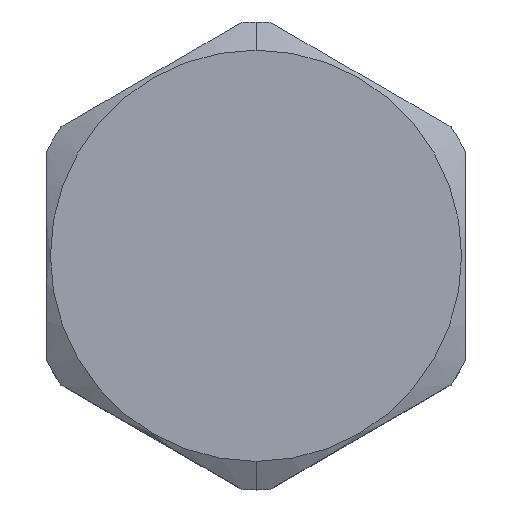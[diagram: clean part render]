
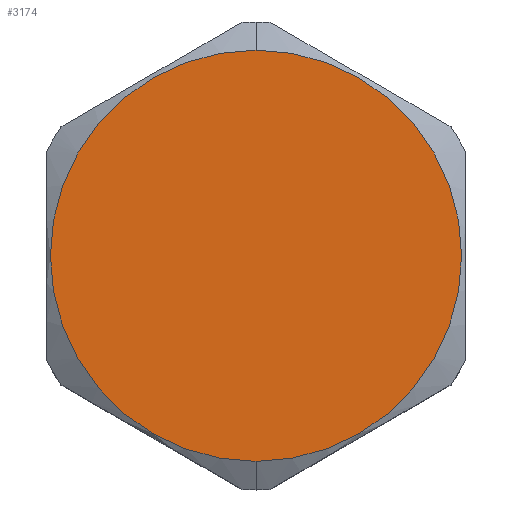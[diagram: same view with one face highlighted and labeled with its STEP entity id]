
A CAD part, top view. The second image highlights one B-rep face of the part: STEP entity #3174.
In plain terms, the highlighted planar face has unit normal (0, 0, 1).
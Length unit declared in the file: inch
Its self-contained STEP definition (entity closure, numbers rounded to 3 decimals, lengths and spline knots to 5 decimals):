
#1044=CARTESIAN_POINT('',(0.,0.,2.058));
#1045=DIRECTION('',(0.,0.,1.));
#1046=DIRECTION('',(0.,-1.,0.));
#1047=AXIS2_PLACEMENT_3D('',#1044,#1045,#1046);
#1049=CARTESIAN_POINT('',(0.,0.,2.058));
#1050=DIRECTION('',(0.,0.,1.));
#1051=DIRECTION('',(0.,1.,0.));
#1052=AXIS2_PLACEMENT_3D('',#1049,#1050,#1051);
#1529=CARTESIAN_POINT('',(0.,-0.43,2.058));
#1530=CARTESIAN_POINT('',(0.,0.43,2.058));
#1531=VERTEX_POINT('',#1529);
#1532=VERTEX_POINT('',#1530);
#3165=CARTESIAN_POINT('',(0.,0.,2.058));
#3166=DIRECTION('',(0.,0.,1.));
#3167=DIRECTION('',(0.,1.,0.));
#3168=AXIS2_PLACEMENT_3D('',#3165,#3166,#3167);
#3169=PLANE('',#3168);
#3170=ORIENTED_EDGE('',*,*,#3128,.F.);
#3171=ORIENTED_EDGE('',*,*,#3154,.F.);
#3172=EDGE_LOOP('',(#3170,#3171));
#3173=FACE_OUTER_BOUND('',#3172,.F.);
#3174=ADVANCED_FACE('',(#3173),#3169,.T.);
#1048=CIRCLE('',#1047,0.43);
#1053=CIRCLE('',#1052,0.43);
#3128=EDGE_CURVE('',#1531,#1532,#1048,.T.);
#3154=EDGE_CURVE('',#1532,#1531,#1053,.T.);
